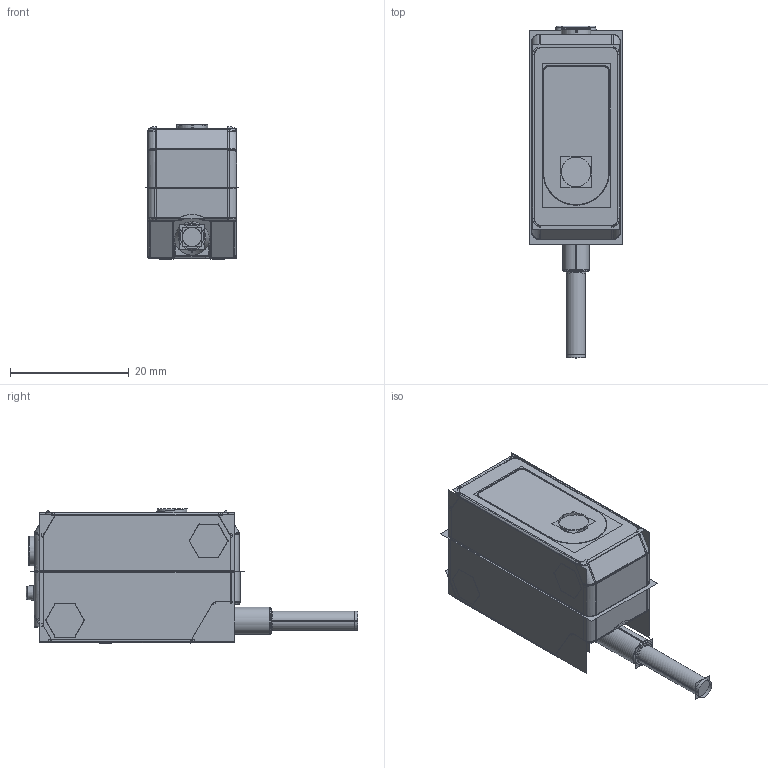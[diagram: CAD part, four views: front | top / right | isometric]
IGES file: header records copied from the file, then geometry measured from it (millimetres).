
Start section:  PTC IGES file: 139429_sm01.igs
Global section: file name: 139429_sm01.igs; native system: Creo Parametric by PTC Inc.; preprocessor: 2019292; author: PDMAdmin; organization: Unknown; date: 20220331.084828; units: millimetre
Bounding box: 15.65 x 55.97 x 22.72 mm (x, y, z)
Volume: 10497.8 mm3; surface area: 19301.4 mm2
Topology: 2 solids, 2 shells, 1022 faces, 5089 edges, 6370 vertices
Faces by surface type: bspline 434, revolution 342, extrusion 246
